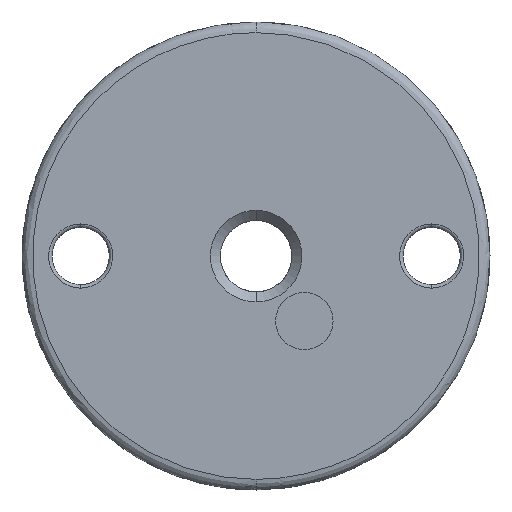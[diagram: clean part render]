
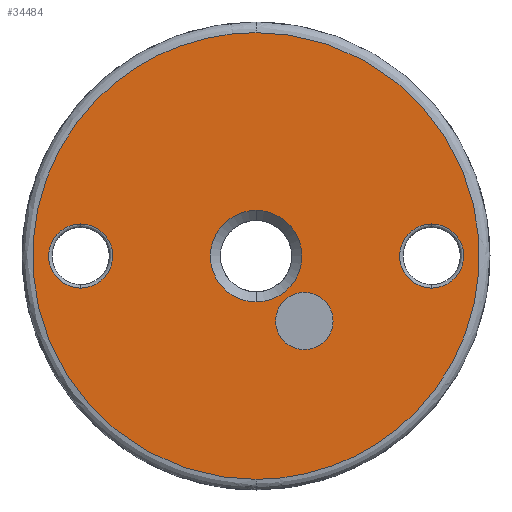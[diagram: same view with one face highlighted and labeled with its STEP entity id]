
A CAD part, front view. The second image highlights one B-rep face of the part: STEP entity #34484.
In plain terms, the highlighted planar face has unit normal (0, -1, 0).
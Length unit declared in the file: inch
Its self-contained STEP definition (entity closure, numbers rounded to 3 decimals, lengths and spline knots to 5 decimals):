
#1735 = VERTEX_POINT ( 'NONE', #45917 ) ;
#2338 = DIRECTION ( 'NONE',  ( 0., 0., 1. ) ) ;
#3498 = CARTESIAN_POINT ( 'NONE',  ( 0., -0.05906, 0.82677 ) ) ;
#3592 = CARTESIAN_POINT ( 'NONE',  ( 0., -0.05906, 0.82677 ) ) ;
#3643 = CARTESIAN_POINT ( 'NONE',  ( -0.41175, -0.05906, 0.11854 ) ) ;
#4003 = PLANE ( 'NONE',  #39424 ) ;
#4304 =( BOUNDED_CURVE ( )  B_SPLINE_CURVE ( 3, ( #22697, #42782, #39482, #38677 ),
 .UNSPECIFIED., .F., .T. ) 
 B_SPLINE_CURVE_WITH_KNOTS ( ( 4, 4 ),
 ( 0., 1. ),
 .UNSPECIFIED. ) 
 CURVE ( )  GEOMETRIC_REPRESENTATION_ITEM ( )  RATIONAL_B_SPLINE_CURVE ( ( 1., 0.333, 0.333, 1. ) ) 
 REPRESENTATION_ITEM ( '' )  );
#5018 = ORIENTED_EDGE ( 'NONE', *, *, #13941, .T. ) ;
#5383 = DIRECTION ( 'NONE',  ( 0., 1., 0. ) ) ;
#7088 = EDGE_LOOP ( 'NONE', ( #35583, #37390 ) ) ;
#8086 = DIRECTION ( 'NONE',  ( 0., 0., 1. ) ) ;
#8198 = CARTESIAN_POINT ( 'NONE',  ( 0.65013, -0.05906, -0.11879 ) ) ;
#8782 = ORIENTED_EDGE ( 'NONE', *, *, #26576, .F. ) ;
#9775 = DIRECTION ( 'NONE',  ( 0., 0., -1. ) ) ;
#10136 = CIRCLE ( 'NONE', #47847, 0.16949 ) ;
#10552 =( BOUNDED_CURVE ( )  B_SPLINE_CURVE ( 3, ( #24999, #28600, #3643, #33534 ),
 .UNSPECIFIED., .F., .T. ) 
 B_SPLINE_CURVE_WITH_KNOTS ( ( 4, 4 ),
 ( 0., 1. ),
 .UNSPECIFIED. ) 
 CURVE ( )  GEOMETRIC_REPRESENTATION_ITEM ( )  RATIONAL_B_SPLINE_CURVE ( ( 1., 0.333, 0.333, 1. ) ) 
 REPRESENTATION_ITEM ( '' )  );
#11538 = VERTEX_POINT ( 'NONE', #3498 ) ;
#13182 = VERTEX_POINT ( 'NONE', #50026 ) ;
#13261 = CARTESIAN_POINT ( 'NONE',  ( 0.0004, -0.05906, -0.17014 ) ) ;
#13693 = EDGE_CURVE ( 'NONE', #15621, #21802, #46964, .T. ) ;
#13729 = CARTESIAN_POINT ( 'NONE',  ( 0.17909, -0.05906, -0.34694 ) ) ;
#13825 = CARTESIAN_POINT ( 'NONE',  ( 0.65013, -0.05906, 0.11854 ) ) ;
#13941 = EDGE_CURVE ( 'NONE', #13182, #26242, #53434, .T. ) ;
#14564 = ORIENTED_EDGE ( 'NONE', *, *, #24993, .T. ) ;
#14666 = DIRECTION ( 'NONE',  ( 0., -1., 0. ) ) ;
#14803 = CARTESIAN_POINT ( 'NONE',  ( 0., -0.05906, -0.82677 ) ) ;
#15271 = DIRECTION ( 'NONE',  ( 0., 0., 1. ) ) ;
#15422 = CARTESIAN_POINT ( 'NONE',  ( 0.65013, -0.05906, 0.11854 ) ) ;
#15621 = VERTEX_POINT ( 'NONE', #13825 ) ;
#16444 = CARTESIAN_POINT ( 'NONE',  ( -0.88641, -0.05906, -0.11879 ) ) ;
#18237 = EDGE_CURVE ( 'NONE', #26625, #1735, #37852, .T. ) ;
#18494 = EDGE_CURVE ( 'NONE', #11538, #37416, #38333, .T. ) ;
#18683 = EDGE_LOOP ( 'NONE', ( #5018, #14564 ) ) ;
#19610 = CARTESIAN_POINT ( 'NONE',  ( 0.17909, -0.05906, -0.24064 ) ) ;
#20159 = ORIENTED_EDGE ( 'NONE', *, *, #50961, .F. ) ;
#21290 = EDGE_LOOP ( 'NONE', ( #30720, #30706 ) ) ;
#21802 = VERTEX_POINT ( 'NONE', #8198 ) ;
#22697 = CARTESIAN_POINT ( 'NONE',  ( 0.65013, -0.05906, -0.11879 ) ) ;
#24013 = CARTESIAN_POINT ( 'NONE',  ( -0.64908, -0.05906, -0.11879 ) ) ;
#24138 = CARTESIAN_POINT ( 'NONE',  ( -0.64908, -0.05906, 0.11854 ) ) ;
#24564 = FACE_BOUND ( 'NONE', #47288, .T. ) ;
#24829 = DIRECTION ( 'NONE',  ( 0., 1., 0. ) ) ;
#24993 = EDGE_CURVE ( 'NONE', #26242, #13182, #10136, .T. ) ;
#24999 = CARTESIAN_POINT ( 'NONE',  ( -0.64908, -0.05906, -0.11879 ) ) ;
#26242 = VERTEX_POINT ( 'NONE', #13261 ) ;
#26576 = EDGE_CURVE ( 'NONE', #52616, #34741, #10552, .T. ) ;
#26625 = VERTEX_POINT ( 'NONE', #13729 ) ;
#27622 = EDGE_LOOP ( 'NONE', ( #30614, #44357 ) ) ;
#28284 = CARTESIAN_POINT ( 'NONE',  ( 0.0004, -0.05906, -0.00065 ) ) ;
#28444 = AXIS2_PLACEMENT_3D ( 'NONE', #49278, #37205, #8086 ) ;
#28600 = CARTESIAN_POINT ( 'NONE',  ( -0.41175, -0.05906, -0.11879 ) ) ;
#28959 = FACE_BOUND ( 'NONE', #18683, .T. ) ;
#30614 = ORIENTED_EDGE ( 'NONE', *, *, #45468, .F. ) ;
#30619 = CARTESIAN_POINT ( 'NONE',  ( 0.0004, -0.05906, -0.00065 ) ) ;
#30706 = ORIENTED_EDGE ( 'NONE', *, *, #41107, .F. ) ;
#30720 = ORIENTED_EDGE ( 'NONE', *, *, #13693, .F. ) ;
#31540 = CARTESIAN_POINT ( 'NONE',  ( 0., -0.05906, 0.82677 ) ) ;
#33534 = CARTESIAN_POINT ( 'NONE',  ( -0.64908, -0.05906, 0.11854 ) ) ;
#33686 = CIRCLE ( 'NONE', #28444, 0.1063 ) ;
#33952 = DIRECTION ( 'NONE',  ( 0., 0., -1. ) ) ;
#34484 = ADVANCED_FACE ( 'NONE', ( #49592, #45476, #24564, #41376, #28959 ), #4003, .F. ) ;
#34741 = VERTEX_POINT ( 'NONE', #47245 ) ;
#35583 = ORIENTED_EDGE ( 'NONE', *, *, #52018, .F. ) ;
#35684 = CARTESIAN_POINT ( 'NONE',  ( 1.65354, -0.05906, 0.82677 ) ) ;
#36072 = AXIS2_PLACEMENT_3D ( 'NONE', #19610, #14666, #2338 ) ;
#36658 = CARTESIAN_POINT ( 'NONE',  ( 0., -0.05906, -0.82677 ) ) ;
#37205 = DIRECTION ( 'NONE',  ( 0., -1., 0. ) ) ;
#37350 = CARTESIAN_POINT ( 'NONE',  ( -0.88641, -0.05906, 0.11854 ) ) ;
#37390 = ORIENTED_EDGE ( 'NONE', *, *, #18494, .F. ) ;
#37416 = VERTEX_POINT ( 'NONE', #36658 ) ;
#37627 = CARTESIAN_POINT ( 'NONE',  ( 0., -0.05906, -0.82677 ) ) ;
#37852 = CIRCLE ( 'NONE', #36072, 0.1063 ) ;
#38333 =( BOUNDED_CURVE ( )  B_SPLINE_CURVE ( 3, ( #31540, #35684, #52436, #14803 ),
 .UNSPECIFIED., .F., .F. ) 
 B_SPLINE_CURVE_WITH_KNOTS ( ( 4, 4 ),
 ( 0., 1. ),
 .UNSPECIFIED. ) 
 CURVE ( )  GEOMETRIC_REPRESENTATION_ITEM ( )  RATIONAL_B_SPLINE_CURVE ( ( 1., 0.333, 0.333, 1. ) ) 
 REPRESENTATION_ITEM ( '' )  );
#38677 = CARTESIAN_POINT ( 'NONE',  ( 0.65013, -0.05906, 0.11854 ) ) ;
#39424 = AXIS2_PLACEMENT_3D ( 'NONE', #45743, #24829, #15271 ) ;
#39482 = CARTESIAN_POINT ( 'NONE',  ( 0.88746, -0.05906, 0.11854 ) ) ;
#39897 = CARTESIAN_POINT ( 'NONE',  ( 0.65013, -0.05906, -0.11879 ) ) ;
#40440 = CARTESIAN_POINT ( 'NONE',  ( 0.41281, -0.05906, -0.11879 ) ) ;
#40941 = CARTESIAN_POINT ( 'NONE',  ( -0.64908, -0.05906, -0.11879 ) ) ;
#41107 = EDGE_CURVE ( 'NONE', #21802, #15621, #4304, .T. ) ;
#41376 = FACE_BOUND ( 'NONE', #21290, .T. ) ;
#42782 = CARTESIAN_POINT ( 'NONE',  ( 0.88746, -0.05906, -0.11879 ) ) ;
#44357 = ORIENTED_EDGE ( 'NONE', *, *, #18237, .F. ) ;
#45068 = DIRECTION ( 'NONE',  ( 0., 1., 0. ) ) ;
#45468 = EDGE_CURVE ( 'NONE', #1735, #26625, #33686, .T. ) ;
#45476 = FACE_BOUND ( 'NONE', #27622, .T. ) ;
#45743 = CARTESIAN_POINT ( 'NONE',  ( 0., -0.05906, 0. ) ) ;
#45917 = CARTESIAN_POINT ( 'NONE',  ( 0.17909, -0.05906, -0.13435 ) ) ;
#46384 = CARTESIAN_POINT ( 'NONE',  ( -1.65354, -0.05906, 0.82677 ) ) ;
#46964 =( BOUNDED_CURVE ( )  B_SPLINE_CURVE ( 3, ( #15422, #52240, #40440, #39897 ),
 .UNSPECIFIED., .F., .F. ) 
 B_SPLINE_CURVE_WITH_KNOTS ( ( 4, 4 ),
 ( 0., 1. ),
 .UNSPECIFIED. ) 
 CURVE ( )  GEOMETRIC_REPRESENTATION_ITEM ( )  RATIONAL_B_SPLINE_CURVE ( ( 1., 0.333, 0.333, 1. ) ) 
 REPRESENTATION_ITEM ( '' )  );
#47245 = CARTESIAN_POINT ( 'NONE',  ( -0.64908, -0.05906, 0.11854 ) ) ;
#47288 = EDGE_LOOP ( 'NONE', ( #20159, #8782 ) ) ;
#47847 = AXIS2_PLACEMENT_3D ( 'NONE', #28284, #45068, #33952 ) ;
#48571 =( BOUNDED_CURVE ( )  B_SPLINE_CURVE ( 3, ( #24138, #37350, #16444, #40941 ),
 .UNSPECIFIED., .F., .T. ) 
 B_SPLINE_CURVE_WITH_KNOTS ( ( 4, 4 ),
 ( 0., 1. ),
 .UNSPECIFIED. ) 
 CURVE ( )  GEOMETRIC_REPRESENTATION_ITEM ( )  RATIONAL_B_SPLINE_CURVE ( ( 1., 0.333, 0.333, 1. ) ) 
 REPRESENTATION_ITEM ( '' )  );
#49278 = CARTESIAN_POINT ( 'NONE',  ( 0.17909, -0.05906, -0.24064 ) ) ;
#49592 = FACE_OUTER_BOUND ( 'NONE', #7088, .T. ) ;
#49702 = CARTESIAN_POINT ( 'NONE',  ( -1.65354, -0.05906, -0.82677 ) ) ;
#49911 = AXIS2_PLACEMENT_3D ( 'NONE', #30619, #5383, #9775 ) ;
#50026 = CARTESIAN_POINT ( 'NONE',  ( 0.0004, -0.05906, 0.16884 ) ) ;
#50961 = EDGE_CURVE ( 'NONE', #34741, #52616, #48571, .T. ) ;
#52018 = EDGE_CURVE ( 'NONE', #37416, #11538, #54170, .T. ) ;
#52240 = CARTESIAN_POINT ( 'NONE',  ( 0.41281, -0.05906, 0.11854 ) ) ;
#52436 = CARTESIAN_POINT ( 'NONE',  ( 1.65354, -0.05906, -0.82677 ) ) ;
#52616 = VERTEX_POINT ( 'NONE', #24013 ) ;
#53434 = CIRCLE ( 'NONE', #49911, 0.16949 ) ;
#54170 =( BOUNDED_CURVE ( )  B_SPLINE_CURVE ( 3, ( #37627, #49702, #46384, #3592 ),
 .UNSPECIFIED., .F., .T. ) 
 B_SPLINE_CURVE_WITH_KNOTS ( ( 4, 4 ),
 ( 0., 1. ),
 .UNSPECIFIED. ) 
 CURVE ( )  GEOMETRIC_REPRESENTATION_ITEM ( )  RATIONAL_B_SPLINE_CURVE ( ( 1., 0.333, 0.333, 1. ) ) 
 REPRESENTATION_ITEM ( '' )  );
